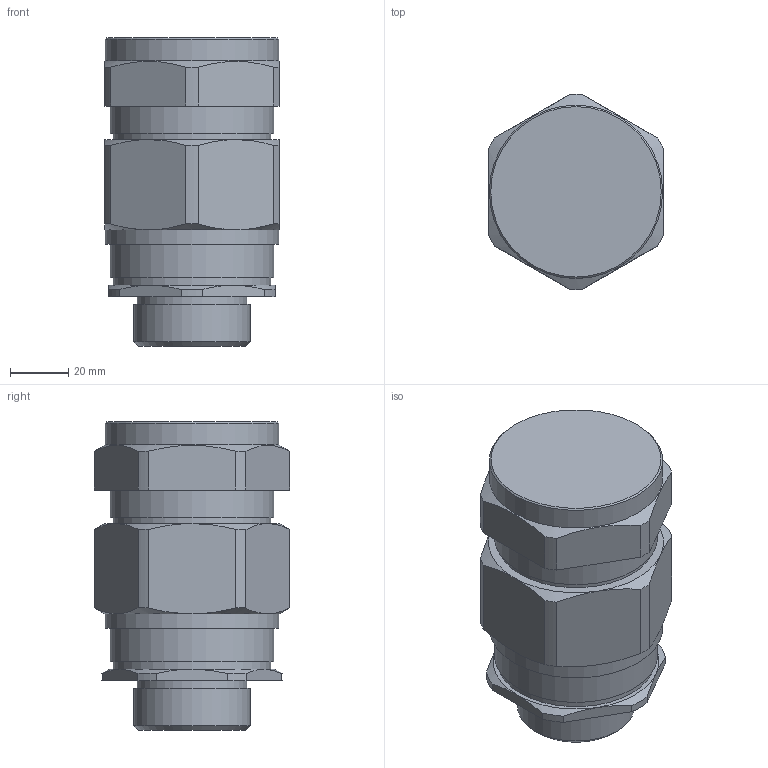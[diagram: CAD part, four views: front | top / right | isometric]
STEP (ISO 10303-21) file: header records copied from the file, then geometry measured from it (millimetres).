
FILE_DESCRIPTION((''),'2;1');
FILE_NAME('КОВ42МН.stp','2021-06-11T15:36:29',('v.v.tulinov'),(''),'Autodesk Inventor 2012','Autodesk Inventor 2012','');
FILE_SCHEMA(('AUTOMOTIVE_DESIGN { 1 0 10303 214 1 1 1 1 }'));
Length unit declared in the file: millimetre
Products named in the file (1): КОВ42МН_Внешний контур_1
Bounding box: 60 x 66.99 x 106 mm (x, y, z)
Volume: 273625.5 mm3; surface area: 27652.8 mm2
Topology: 1 solids, 1 shells, 76 faces, 175 edges, 110 vertices
Faces by surface type: plane 29, cylinder 26, cone 21
Full cylindrical faces by diameter (mm): 37.6 x1, 40 x1, 54 x2, 56 x2, 59.5 x2
Entity records: 2069 total; most frequent: CARTESIAN_POINT 431, DIRECTION 346, ORIENTED_EDGE 324, EDGE_CURVE 162, AXIS2_PLACEMENT_3D 149, VERTEX_POINT 108, EDGE_LOOP 96, FACE_OUTER_BOUND 76
